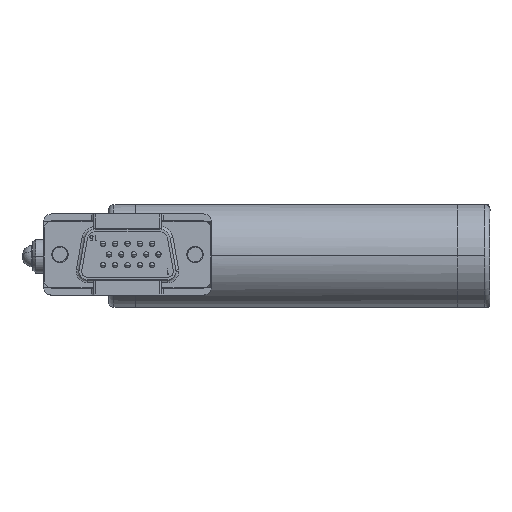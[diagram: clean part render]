
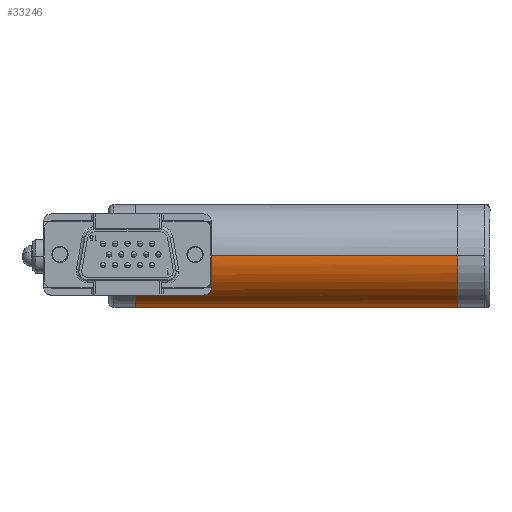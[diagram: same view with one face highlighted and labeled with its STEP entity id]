
A CAD part, top view. The second image highlights one B-rep face of the part: STEP entity #33246.
In plain terms, the highlighted cylindrical face has radius 9.5 mm (diameter 19 mm), a partial arc.
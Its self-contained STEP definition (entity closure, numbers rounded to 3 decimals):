
#703 = ORIENTED_EDGE ( 'NONE', *, *, #53782, .T. ) ;
#731 = ORIENTED_EDGE ( 'NONE', *, *, #50360, .F. ) ;
#1124 = CARTESIAN_POINT ( 'NONE',  ( 6., -9.5, 16. ) ) ;
#1538 = CARTESIAN_POINT ( 'NONE',  ( 6.5, 0., 25.5 ) ) ;
#1660 = CARTESIAN_POINT ( 'NONE',  ( 6.5, -2., 25.287 ) ) ;
#2189 = ORIENTED_EDGE ( 'NONE', *, *, #53599, .T. ) ;
#2276 = ORIENTED_EDGE ( 'NONE', *, *, #53952, .T. ) ;
#4510 = CARTESIAN_POINT ( 'NONE',  ( 6., -2., 25.287 ) ) ;
#4867 = ORIENTED_EDGE ( 'NONE', *, *, #50126, .T. ) ;
#5071 = CARTESIAN_POINT ( 'NONE',  ( 65.5, 0., 25.5 ) ) ;
#7224 = VERTEX_POINT ( 'NONE', #5071 ) ;
#7311 = VERTEX_POINT ( 'NONE', #4510 ) ;
#7879 = VERTEX_POINT ( 'NONE', #1660 ) ;
#8052 = VERTEX_POINT ( 'NONE', #1538 ) ;
#8072 = VERTEX_POINT ( 'NONE', #1124 ) ;
#8470 = VERTEX_POINT ( 'NONE', #18226 ) ;
#18226 = CARTESIAN_POINT ( 'NONE',  ( 65.5, -9.5, 16. ) ) ;
#33246 = ADVANCED_FACE ( 'NONE', ( #40693 ), #40701, .T. ) ;
#39808 = EDGE_LOOP ( 'NONE', ( #731, #39896, #4867, #703, #2189, #2276 ) ) ;
#39896 = ORIENTED_EDGE ( 'NONE', *, *, #53948, .F. ) ;
#40247 = DIRECTION ( 'NONE',  ( 1., 0., 0. ) ) ;
#40303 = CARTESIAN_POINT ( 'NONE',  ( 3., 0., 16. ) ) ;
#40311 = DIRECTION ( 'NONE',  ( 0., 0., 1. ) ) ;
#40693 = FACE_OUTER_BOUND ( 'NONE', #39808, .T. ) ;
#40701 = CYLINDRICAL_SURFACE ( 'NONE', #52920, 9.5 ) ;
#43392 = LINE ( 'NONE', #45405, #43396 ) ;
#43396 = VECTOR ( 'NONE', #45404, 1000. ) ;
#45404 = DIRECTION ( 'NONE',  ( -1., 0., 0. ) ) ;
#45405 = CARTESIAN_POINT ( 'NONE',  ( 3., -2., 25.287 ) ) ;
#47122 = LINE ( 'NONE', #48345, #47125 ) ;
#47125 = VECTOR ( 'NONE', #48346, 1000. ) ;
#47526 = LINE ( 'NONE', #50305, #47528 ) ;
#47528 = VECTOR ( 'NONE', #50306, 1000. ) ;
#47657 = CIRCLE ( 'NONE', #53723, 9.5 ) ;
#47818 = CIRCLE ( 'NONE', #53803, 9.5 ) ;
#47824 = CIRCLE ( 'NONE', #53807, 9.5 ) ;
#48345 = CARTESIAN_POINT ( 'NONE',  ( 3., 0., 25.5 ) ) ;
#48346 = DIRECTION ( 'NONE',  ( 1., 0., 0. ) ) ;
#50126 = EDGE_CURVE ( 'NONE', #7879, #7311, #43392, .T. ) ;
#50305 = CARTESIAN_POINT ( 'NONE',  ( 3., -9.5, 16. ) ) ;
#50306 = DIRECTION ( 'NONE',  ( 1., 0., 0. ) ) ;
#50360 = EDGE_CURVE ( 'NONE', #8052, #7224, #47122, .T. ) ;
#50725 = CARTESIAN_POINT ( 'NONE',  ( 6., 0., 16. ) ) ;
#50726 = DIRECTION ( 'NONE',  ( 1., 0., 0. ) ) ;
#50727 = DIRECTION ( 'NONE',  ( 0., 0., 1. ) ) ;
#51162 = CARTESIAN_POINT ( 'NONE',  ( 6.5, 0., 16. ) ) ;
#51164 = DIRECTION ( 'NONE',  ( -1., 0., 0. ) ) ;
#51166 = DIRECTION ( 'NONE',  ( 0., 0., -1. ) ) ;
#51186 = CARTESIAN_POINT ( 'NONE',  ( 65.5, 0., 16. ) ) ;
#51188 = DIRECTION ( 'NONE',  ( -1., 0., 0. ) ) ;
#51190 = DIRECTION ( 'NONE',  ( 0., 0., -1. ) ) ;
#52920 = AXIS2_PLACEMENT_3D ( 'NONE', #40303, #40247, #40311 ) ;
#53599 = EDGE_CURVE ( 'NONE', #8072, #8470, #47526, .T. ) ;
#53723 = AXIS2_PLACEMENT_3D ( 'NONE', #50725, #50726, #50727 ) ;
#53782 = EDGE_CURVE ( 'NONE', #7311, #8072, #47657, .T. ) ;
#53803 = AXIS2_PLACEMENT_3D ( 'NONE', #51162, #51164, #51166 ) ;
#53807 = AXIS2_PLACEMENT_3D ( 'NONE', #51186, #51188, #51190 ) ;
#53948 = EDGE_CURVE ( 'NONE', #7879, #8052, #47818, .T. ) ;
#53952 = EDGE_CURVE ( 'NONE', #8470, #7224, #47824, .T. ) ;
